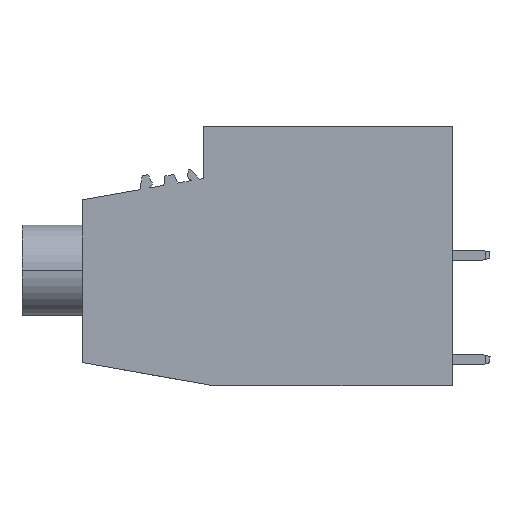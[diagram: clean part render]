
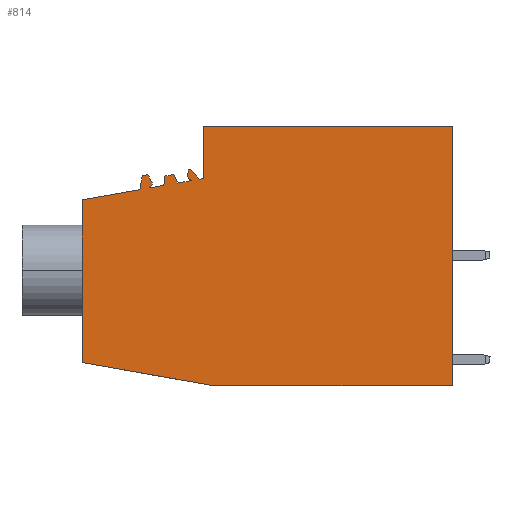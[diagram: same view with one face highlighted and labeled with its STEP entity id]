
A CAD part, left-side view. The second image highlights one B-rep face of the part: STEP entity #814.
In plain terms, the highlighted planar face has unit normal (-1, 0, 0).
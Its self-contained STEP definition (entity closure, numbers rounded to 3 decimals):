
#83=CARTESIAN_POINT('Vertex',(0.,33.2,0.)) ;
#86=CARTESIAN_POINT('Line Origine',(0.,41.,1.375)) ;
#90=CARTESIAN_POINT('Vertex',(0.,48.8,2.751)) ;
#432=CARTESIAN_POINT('Line Origine',(0.,48.8,12.485)) ;
#436=CARTESIAN_POINT('Vertex',(0.,48.8,22.22)) ;
#639=CARTESIAN_POINT('Axis2P3D Location',(0.,0.,0.)) ;
#644=CARTESIAN_POINT('Line Origine',(0.,18.85,0.)) ;
#648=CARTESIAN_POINT('Vertex',(0.,4.5,0.)) ;
#651=CARTESIAN_POINT('Line Origine',(0.,4.5,15.5)) ;
#655=CARTESIAN_POINT('Vertex',(0.,4.5,31.)) ;
#658=CARTESIAN_POINT('Line Origine',(0.,19.4,31.)) ;
#662=CARTESIAN_POINT('Vertex',(0.,34.3,31.)) ;
#665=CARTESIAN_POINT('Line Origine',(0.,34.3,27.888)) ;
#669=CARTESIAN_POINT('Vertex',(0.,34.3,24.777)) ;
#672=CARTESIAN_POINT('Line Origine',(0.,34.558,24.731)) ;
#676=CARTESIAN_POINT('Vertex',(0.,34.816,24.686)) ;
#679=CARTESIAN_POINT('Line Origine',(0.,35.325,25.271)) ;
#683=CARTESIAN_POINT('Vertex',(0.,35.833,25.856)) ;
#686=CARTESIAN_POINT('Line Origine',(0.,35.96,25.834)) ;
#690=CARTESIAN_POINT('Vertex',(0.,36.087,25.811)) ;
#693=CARTESIAN_POINT('Line Origine',(0.,36.124,25.514)) ;
#697=CARTESIAN_POINT('Vertex',(0.,36.16,25.217)) ;
#700=CARTESIAN_POINT('Axis2P3D Location',(0.,35.595,25.148)) ;
#704=CARTESIAN_POINT('Vertex',(0.,35.875,24.651)) ;
#707=CARTESIAN_POINT('Axis2P3D Location',(0.,36.029,24.376)) ;
#711=CARTESIAN_POINT('Vertex',(0.,35.749,24.521)) ;
#714=CARTESIAN_POINT('Line Origine',(0.,36.563,24.378)) ;
#718=CARTESIAN_POINT('Vertex',(0.,37.376,24.234)) ;
#721=CARTESIAN_POINT('Line Origine',(0.,37.615,24.746)) ;
#725=CARTESIAN_POINT('Vertex',(0.,37.853,25.257)) ;
#728=CARTESIAN_POINT('Line Origine',(0.,38.39,25.162)) ;
#732=CARTESIAN_POINT('Vertex',(0.,38.926,25.068)) ;
#735=CARTESIAN_POINT('Line Origine',(0.,38.976,24.506)) ;
#739=CARTESIAN_POINT('Vertex',(0.,39.025,23.944)) ;
#742=CARTESIAN_POINT('Line Origine',(0.,39.873,23.794)) ;
#746=CARTESIAN_POINT('Vertex',(0.,40.721,23.645)) ;
#749=CARTESIAN_POINT('Line Origine',(0.,40.563,23.87)) ;
#753=CARTESIAN_POINT('Vertex',(0.,40.405,24.096)) ;
#756=CARTESIAN_POINT('Line Origine',(0.,40.423,24.195)) ;
#760=CARTESIAN_POINT('Vertex',(0.,40.44,24.293)) ;
#763=CARTESIAN_POINT('Line Origine',(0.,40.687,24.757)) ;
#767=CARTESIAN_POINT('Vertex',(0.,40.934,25.222)) ;
#770=CARTESIAN_POINT('Line Origine',(0.,41.27,25.162)) ;
#774=CARTESIAN_POINT('Vertex',(0.,41.606,25.103)) ;
#777=CARTESIAN_POINT('Line Origine',(0.,41.753,24.27)) ;
#781=CARTESIAN_POINT('Vertex',(0.,41.899,23.437)) ;
#784=CARTESIAN_POINT('Line Origine',(0.,45.35,22.828)) ;
#87=DIRECTION('Vector Direction',(0.,-0.985,-0.174)) ;
#433=DIRECTION('Vector Direction',(0.,0.,-1.)) ;
#640=DIRECTION('Axis2P3D Direction',(-1.,0.,0.)) ;
#641=DIRECTION('Axis2P3D XDirection',(0.,-1.,0.)) ;
#645=DIRECTION('Vector Direction',(0.,-1.,0.)) ;
#652=DIRECTION('Vector Direction',(0.,0.,1.)) ;
#659=DIRECTION('Vector Direction',(0.,1.,0.)) ;
#666=DIRECTION('Vector Direction',(0.,0.,1.)) ;
#673=DIRECTION('Vector Direction',(0.,0.985,-0.174)) ;
#680=DIRECTION('Vector Direction',(0.,-0.656,-0.755)) ;
#687=DIRECTION('Vector Direction',(0.,-0.985,0.174)) ;
#694=DIRECTION('Vector Direction',(0.,-0.122,0.993)) ;
#701=DIRECTION('Axis2P3D Direction',(-1.,0.,0.)) ;
#708=DIRECTION('Axis2P3D Direction',(-1.,0.,0.)) ;
#715=DIRECTION('Vector Direction',(0.,0.985,-0.174)) ;
#722=DIRECTION('Vector Direction',(0.,-0.423,-0.906)) ;
#729=DIRECTION('Vector Direction',(0.,-0.985,0.174)) ;
#736=DIRECTION('Vector Direction',(0.,-0.087,0.996)) ;
#743=DIRECTION('Vector Direction',(0.,0.985,-0.174)) ;
#750=DIRECTION('Vector Direction',(0.,0.574,-0.819)) ;
#757=DIRECTION('Vector Direction',(0.,-0.174,-0.985)) ;
#764=DIRECTION('Vector Direction',(0.,-0.469,-0.883)) ;
#771=DIRECTION('Vector Direction',(0.,-0.985,0.174)) ;
#778=DIRECTION('Vector Direction',(0.,-0.174,0.985)) ;
#785=DIRECTION('Vector Direction',(0.,0.985,-0.174)) ;
#642=AXIS2_PLACEMENT_3D('Plane Axis2P3D',#639,#640,#641) ;
#702=AXIS2_PLACEMENT_3D('Circle Axis2P3D',#700,#701,$) ;
#709=AXIS2_PLACEMENT_3D('Circle Axis2P3D',#707,#708,$) ;
#790=ORIENTED_EDGE('',*,*,#438,.T.) ;
#791=ORIENTED_EDGE('',*,*,#92,.T.) ;
#792=ORIENTED_EDGE('',*,*,#650,.T.) ;
#793=ORIENTED_EDGE('',*,*,#657,.T.) ;
#794=ORIENTED_EDGE('',*,*,#664,.T.) ;
#795=ORIENTED_EDGE('',*,*,#671,.T.) ;
#796=ORIENTED_EDGE('',*,*,#678,.T.) ;
#797=ORIENTED_EDGE('',*,*,#685,.T.) ;
#798=ORIENTED_EDGE('',*,*,#692,.T.) ;
#799=ORIENTED_EDGE('',*,*,#699,.T.) ;
#800=ORIENTED_EDGE('',*,*,#706,.T.) ;
#801=ORIENTED_EDGE('',*,*,#713,.T.) ;
#802=ORIENTED_EDGE('',*,*,#720,.T.) ;
#803=ORIENTED_EDGE('',*,*,#727,.T.) ;
#804=ORIENTED_EDGE('',*,*,#734,.T.) ;
#805=ORIENTED_EDGE('',*,*,#741,.T.) ;
#806=ORIENTED_EDGE('',*,*,#748,.T.) ;
#807=ORIENTED_EDGE('',*,*,#755,.T.) ;
#808=ORIENTED_EDGE('',*,*,#762,.T.) ;
#809=ORIENTED_EDGE('',*,*,#769,.T.) ;
#810=ORIENTED_EDGE('',*,*,#776,.T.) ;
#811=ORIENTED_EDGE('',*,*,#783,.T.) ;
#812=ORIENTED_EDGE('',*,*,#788,.T.) ;
#88=VECTOR('Line Direction',#87,1.) ;
#434=VECTOR('Line Direction',#433,1.) ;
#646=VECTOR('Line Direction',#645,1.) ;
#653=VECTOR('Line Direction',#652,1.) ;
#660=VECTOR('Line Direction',#659,1.) ;
#667=VECTOR('Line Direction',#666,1.) ;
#674=VECTOR('Line Direction',#673,1.) ;
#681=VECTOR('Line Direction',#680,1.) ;
#688=VECTOR('Line Direction',#687,1.) ;
#695=VECTOR('Line Direction',#694,1.) ;
#716=VECTOR('Line Direction',#715,1.) ;
#723=VECTOR('Line Direction',#722,1.) ;
#730=VECTOR('Line Direction',#729,1.) ;
#737=VECTOR('Line Direction',#736,1.) ;
#744=VECTOR('Line Direction',#743,1.) ;
#751=VECTOR('Line Direction',#750,1.) ;
#758=VECTOR('Line Direction',#757,1.) ;
#765=VECTOR('Line Direction',#764,1.) ;
#772=VECTOR('Line Direction',#771,1.) ;
#779=VECTOR('Line Direction',#778,1.) ;
#786=VECTOR('Line Direction',#785,1.) ;
#814=ADVANCED_FACE('BLZP 5.08/.../180 - (sample for product name)',(#813),#643,.T.) ;
#703=CIRCLE('generated circle',#702,0.57) ;
#710=CIRCLE('generated circle',#709,0.315) ;
#92=EDGE_CURVE('',#91,#84,#89,.T.) ;
#438=EDGE_CURVE('',#437,#91,#435,.T.) ;
#650=EDGE_CURVE('',#84,#649,#647,.T.) ;
#657=EDGE_CURVE('',#649,#656,#654,.T.) ;
#664=EDGE_CURVE('',#656,#663,#661,.T.) ;
#671=EDGE_CURVE('',#663,#670,#668,.F.) ;
#678=EDGE_CURVE('',#670,#677,#675,.T.) ;
#685=EDGE_CURVE('',#677,#684,#682,.F.) ;
#692=EDGE_CURVE('',#684,#691,#689,.F.) ;
#699=EDGE_CURVE('',#691,#698,#696,.F.) ;
#706=EDGE_CURVE('',#698,#705,#703,.T.) ;
#713=EDGE_CURVE('',#705,#712,#710,.F.) ;
#720=EDGE_CURVE('',#712,#719,#717,.T.) ;
#727=EDGE_CURVE('',#719,#726,#724,.F.) ;
#734=EDGE_CURVE('',#726,#733,#731,.F.) ;
#741=EDGE_CURVE('',#733,#740,#738,.F.) ;
#748=EDGE_CURVE('',#740,#747,#745,.T.) ;
#755=EDGE_CURVE('',#747,#754,#752,.F.) ;
#762=EDGE_CURVE('',#754,#761,#759,.F.) ;
#769=EDGE_CURVE('',#761,#768,#766,.F.) ;
#776=EDGE_CURVE('',#768,#775,#773,.F.) ;
#783=EDGE_CURVE('',#775,#782,#780,.F.) ;
#788=EDGE_CURVE('',#782,#437,#787,.T.) ;
#789=EDGE_LOOP('',(#790,#791,#792,#793,#794,#795,#796,#797,#798,#799,#800,#801,#802,#803,#804,#805,#806,#807,#808,#809,#810,#811,#812)) ;
#813=FACE_OUTER_BOUND('',#789,.T.) ;
#89=LINE('Line',#86,#88) ;
#435=LINE('Line',#432,#434) ;
#647=LINE('Line',#644,#646) ;
#654=LINE('Line',#651,#653) ;
#661=LINE('Line',#658,#660) ;
#668=LINE('Line',#665,#667) ;
#675=LINE('Line',#672,#674) ;
#682=LINE('Line',#679,#681) ;
#689=LINE('Line',#686,#688) ;
#696=LINE('Line',#693,#695) ;
#717=LINE('Line',#714,#716) ;
#724=LINE('Line',#721,#723) ;
#731=LINE('Line',#728,#730) ;
#738=LINE('Line',#735,#737) ;
#745=LINE('Line',#742,#744) ;
#752=LINE('Line',#749,#751) ;
#759=LINE('Line',#756,#758) ;
#766=LINE('Line',#763,#765) ;
#773=LINE('Line',#770,#772) ;
#780=LINE('Line',#777,#779) ;
#787=LINE('Line',#784,#786) ;
#643=PLANE('',#642) ;
#84=VERTEX_POINT('',#83) ;
#91=VERTEX_POINT('',#90) ;
#437=VERTEX_POINT('',#436) ;
#649=VERTEX_POINT('',#648) ;
#656=VERTEX_POINT('',#655) ;
#663=VERTEX_POINT('',#662) ;
#670=VERTEX_POINT('',#669) ;
#677=VERTEX_POINT('',#676) ;
#684=VERTEX_POINT('',#683) ;
#691=VERTEX_POINT('',#690) ;
#698=VERTEX_POINT('',#697) ;
#705=VERTEX_POINT('',#704) ;
#712=VERTEX_POINT('',#711) ;
#719=VERTEX_POINT('',#718) ;
#726=VERTEX_POINT('',#725) ;
#733=VERTEX_POINT('',#732) ;
#740=VERTEX_POINT('',#739) ;
#747=VERTEX_POINT('',#746) ;
#754=VERTEX_POINT('',#753) ;
#761=VERTEX_POINT('',#760) ;
#768=VERTEX_POINT('',#767) ;
#775=VERTEX_POINT('',#774) ;
#782=VERTEX_POINT('',#781) ;
